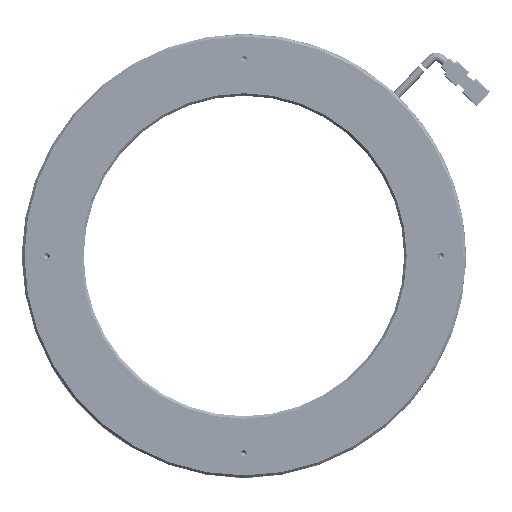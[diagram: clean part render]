
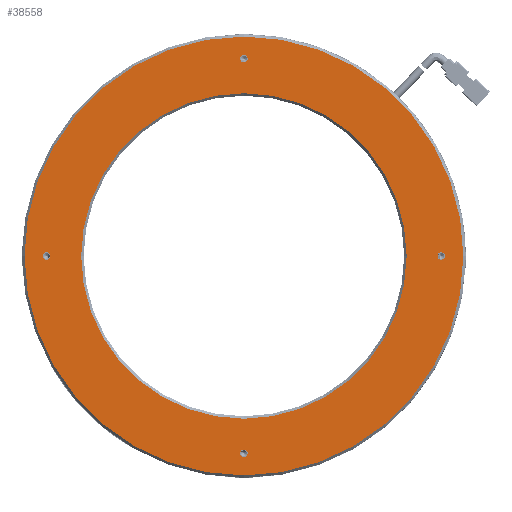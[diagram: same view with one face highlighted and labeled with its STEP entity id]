
A CAD part, front view. The second image highlights one B-rep face of the part: STEP entity #38558.
In plain terms, the highlighted planar face has unit normal (0, -1, 0).
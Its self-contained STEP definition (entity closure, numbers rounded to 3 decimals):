
#2036 = VERTEX_POINT ( 'NONE', #130323 ) ;
#2293 = AXIS2_PLACEMENT_3D ( 'NONE', #45391, #258302, #75877 ) ;
#7219 = EDGE_CURVE ( 'NONE', #333697, #100020, #82473, .T. ) ;
#10731 = ORIENTED_EDGE ( 'NONE', *, *, #208080, .F. ) ;
#26329 = EDGE_LOOP ( 'NONE', ( #338181, #196727 ) ) ;
#27039 = FACE_BOUND ( 'NONE', #103116, .T. ) ;
#31371 = EDGE_CURVE ( 'NONE', #308845, #364093, #276796, .T. ) ;
#31933 = ORIENTED_EDGE ( 'NONE', *, *, #48423, .F. ) ;
#34944 = CARTESIAN_POINT ( 'NONE',  ( -9.836, -17.553, 80. ) ) ;
#36514 = FACE_BOUND ( 'NONE', #51706, .T. ) ;
#38558 = ADVANCED_FACE ( 'NONE', ( #107745, #36514, #188842, #27039, #341110, #260312 ), #173921, .F. ) ;
#40684 = EDGE_CURVE ( 'NONE', #287561, #209933, #158597, .T. ) ;
#42934 = VERTEX_POINT ( 'NONE', #79509 ) ;
#45391 = CARTESIAN_POINT ( 'NONE',  ( -9.836, -17.553, 0. ) ) ;
#47194 = AXIS2_PLACEMENT_3D ( 'NONE', #130719, #343753, #161523 ) ;
#48380 = CARTESIAN_POINT ( 'NONE',  ( -9.836, -17.553, 0. ) ) ;
#48423 = EDGE_CURVE ( 'NONE', #166665, #42934, #269771, .T. ) ;
#49212 = AXIS2_PLACEMENT_3D ( 'NONE', #276461, #93844, #307014 ) ;
#49494 = CIRCLE ( 'NONE', #50023, 1.5 ) ;
#50023 = AXIS2_PLACEMENT_3D ( 'NONE', #300790, #118242, #331304 ) ;
#51706 = EDGE_LOOP ( 'NONE', ( #95926, #111729 ) ) ;
#54475 = CIRCLE ( 'NONE', #152080, 66. ) ;
#58308 = EDGE_LOOP ( 'NONE', ( #10731, #31933 ) ) ;
#59592 = DIRECTION ( 'NONE',  ( 0., -1., 0. ) ) ;
#65413 = DIRECTION ( 'NONE',  ( 0., 0., 1. ) ) ;
#67377 = EDGE_CURVE ( 'NONE', #169670, #218470, #173949, .T. ) ;
#69934 = DIRECTION ( 'NONE',  ( 0., 1., 0. ) ) ;
#75877 = DIRECTION ( 'NONE',  ( 0., 0., 1. ) ) ;
#78843 = DIRECTION ( 'NONE',  ( 0., 0., 1. ) ) ;
#79509 = CARTESIAN_POINT ( 'NONE',  ( -9.836, -17.553, 66. ) ) ;
#82473 = CIRCLE ( 'NONE', #320798, 89. ) ;
#85480 = AXIS2_PLACEMENT_3D ( 'NONE', #34944, #247871, #65413 ) ;
#93844 = DIRECTION ( 'NONE',  ( 0., -1., 0. ) ) ;
#95926 = ORIENTED_EDGE ( 'NONE', *, *, #67377, .F. ) ;
#99743 = CARTESIAN_POINT ( 'NONE',  ( -9.836, -17.553, -66. ) ) ;
#100020 = VERTEX_POINT ( 'NONE', #365168 ) ;
#103116 = EDGE_LOOP ( 'NONE', ( #222753, #166405 ) ) ;
#107745 = FACE_BOUND ( 'NONE', #353825, .T. ) ;
#108428 = DIRECTION ( 'NONE',  ( 0., -1., 0. ) ) ;
#109905 = CARTESIAN_POINT ( 'NONE',  ( -9.836, -17.553, 0. ) ) ;
#111729 = ORIENTED_EDGE ( 'NONE', *, *, #142173, .F. ) ;
#113335 = CARTESIAN_POINT ( 'NONE',  ( -9.836, -17.553, -78.5 ) ) ;
#118242 = DIRECTION ( 'NONE',  ( 0., -1., 0. ) ) ;
#128449 = AXIS2_PLACEMENT_3D ( 'NONE', #144571, #357558, #175240 ) ;
#130323 = CARTESIAN_POINT ( 'NONE',  ( -9.836, -17.553, -81.5 ) ) ;
#130719 = CARTESIAN_POINT ( 'NONE',  ( -9.836, -17.553, -80. ) ) ;
#130850 = DIRECTION ( 'NONE',  ( 0., -1., 0. ) ) ;
#135147 = DIRECTION ( 'NONE',  ( 0., -1., 0. ) ) ;
#136572 = EDGE_CURVE ( 'NONE', #192734, #2036, #49494, .T. ) ;
#140560 = DIRECTION ( 'NONE',  ( 0., 0., -1. ) ) ;
#142173 = EDGE_CURVE ( 'NONE', #218470, #169670, #281801, .T. ) ;
#144571 = CARTESIAN_POINT ( 'NONE',  ( -9.836, -17.553, 0. ) ) ;
#152080 = AXIS2_PLACEMENT_3D ( 'NONE', #48380, #261344, #78843 ) ;
#156399 = EDGE_LOOP ( 'NONE', ( #389906, #307476 ) ) ;
#157801 = CARTESIAN_POINT ( 'NONE',  ( -9.836, -17.553, -89. ) ) ;
#158055 = CIRCLE ( 'NONE', #49212, 1.5 ) ;
#158597 = CIRCLE ( 'NONE', #160653, 1.5 ) ;
#160653 = AXIS2_PLACEMENT_3D ( 'NONE', #241988, #59592, #272607 ) ;
#161523 = DIRECTION ( 'NONE',  ( 0., 0., 1. ) ) ;
#166405 = ORIENTED_EDGE ( 'NONE', *, *, #276051, .F. ) ;
#166665 = VERTEX_POINT ( 'NONE', #99743 ) ;
#168815 = ORIENTED_EDGE ( 'NONE', *, *, #220406, .F. ) ;
#169670 = VERTEX_POINT ( 'NONE', #250850 ) ;
#173921 = PLANE ( 'NONE',  #128449 ) ;
#173949 = CIRCLE ( 'NONE', #85480, 1.5 ) ;
#175240 = DIRECTION ( 'NONE',  ( 0., 0., -1. ) ) ;
#188842 = FACE_BOUND ( 'NONE', #156399, .T. ) ;
#192734 = VERTEX_POINT ( 'NONE', #113335 ) ;
#196727 = ORIENTED_EDGE ( 'NONE', *, *, #359026, .F. ) ;
#201422 = CARTESIAN_POINT ( 'NONE',  ( 70.164, -17.553, 1.5 ) ) ;
#208080 = EDGE_CURVE ( 'NONE', #42934, #166665, #54475, .T. ) ;
#209933 = VERTEX_POINT ( 'NONE', #386658 ) ;
#218470 = VERTEX_POINT ( 'NONE', #354705 ) ;
#220406 = EDGE_CURVE ( 'NONE', #2036, #192734, #261880, .T. ) ;
#222753 = ORIENTED_EDGE ( 'NONE', *, *, #40684, .F. ) ;
#241988 = CARTESIAN_POINT ( 'NONE',  ( -89.836, -17.553, 0. ) ) ;
#247871 = DIRECTION ( 'NONE',  ( 0., -1., 0. ) ) ;
#250850 = CARTESIAN_POINT ( 'NONE',  ( -9.836, -17.553, 81.5 ) ) ;
#252416 = CARTESIAN_POINT ( 'NONE',  ( -9.836, -17.553, 0. ) ) ;
#253858 = CARTESIAN_POINT ( 'NONE',  ( -89.836, -17.553, 1.5 ) ) ;
#258302 = DIRECTION ( 'NONE',  ( 0., -1., 0. ) ) ;
#259382 = CIRCLE ( 'NONE', #289387, 89. ) ;
#260312 = FACE_BOUND ( 'NONE', #58308, .T. ) ;
#261344 = DIRECTION ( 'NONE',  ( 0., -1., 0. ) ) ;
#261880 = CIRCLE ( 'NONE', #47194, 1.5 ) ;
#269771 = CIRCLE ( 'NONE', #2293, 66. ) ;
#272607 = DIRECTION ( 'NONE',  ( 0., 0., 1. ) ) ;
#275151 = AXIS2_PLACEMENT_3D ( 'NONE', #313407, #130850, #343924 ) ;
#276051 = EDGE_CURVE ( 'NONE', #209933, #287561, #158055, .T. ) ;
#276461 = CARTESIAN_POINT ( 'NONE',  ( -89.836, -17.553, 0. ) ) ;
#276796 = CIRCLE ( 'NONE', #373994, 1.5 ) ;
#281801 = CIRCLE ( 'NONE', #275151, 1.5 ) ;
#283051 = DIRECTION ( 'NONE',  ( 0., 0., -1. ) ) ;
#287561 = VERTEX_POINT ( 'NONE', #253858 ) ;
#289387 = AXIS2_PLACEMENT_3D ( 'NONE', #252416, #69934, #283051 ) ;
#290956 = CARTESIAN_POINT ( 'NONE',  ( 70.164, -17.553, 0. ) ) ;
#300790 = CARTESIAN_POINT ( 'NONE',  ( -9.836, -17.553, -80. ) ) ;
#307014 = DIRECTION ( 'NONE',  ( 0., 0., 1. ) ) ;
#307476 = ORIENTED_EDGE ( 'NONE', *, *, #353960, .F. ) ;
#308845 = VERTEX_POINT ( 'NONE', #201422 ) ;
#313407 = CARTESIAN_POINT ( 'NONE',  ( -9.836, -17.553, 80. ) ) ;
#317662 = CARTESIAN_POINT ( 'NONE',  ( 70.164, -17.553, 0. ) ) ;
#320798 = AXIS2_PLACEMENT_3D ( 'NONE', #109905, #322982, #140560 ) ;
#321488 = DIRECTION ( 'NONE',  ( 0., 0., 1. ) ) ;
#322982 = DIRECTION ( 'NONE',  ( 0., 1., 0. ) ) ;
#331304 = DIRECTION ( 'NONE',  ( 0., 0., 1. ) ) ;
#333462 = CARTESIAN_POINT ( 'NONE',  ( 70.164, -17.553, -1.5 ) ) ;
#333697 = VERTEX_POINT ( 'NONE', #157801 ) ;
#333906 = ORIENTED_EDGE ( 'NONE', *, *, #136572, .F. ) ;
#335722 = CIRCLE ( 'NONE', #364211, 1.5 ) ;
#338181 = ORIENTED_EDGE ( 'NONE', *, *, #7219, .F. ) ;
#341110 = FACE_OUTER_BOUND ( 'NONE', #26329, .T. ) ;
#343753 = DIRECTION ( 'NONE',  ( 0., -1., 0. ) ) ;
#343924 = DIRECTION ( 'NONE',  ( 0., 0., 1. ) ) ;
#348211 = DIRECTION ( 'NONE',  ( 0., 0., 1. ) ) ;
#353825 = EDGE_LOOP ( 'NONE', ( #333906, #168815 ) ) ;
#353960 = EDGE_CURVE ( 'NONE', #364093, #308845, #335722, .T. ) ;
#354705 = CARTESIAN_POINT ( 'NONE',  ( -9.836, -17.553, 78.5 ) ) ;
#357558 = DIRECTION ( 'NONE',  ( 0., 1., 0. ) ) ;
#359026 = EDGE_CURVE ( 'NONE', #100020, #333697, #259382, .T. ) ;
#364093 = VERTEX_POINT ( 'NONE', #333462 ) ;
#364211 = AXIS2_PLACEMENT_3D ( 'NONE', #290956, #108428, #321488 ) ;
#365168 = CARTESIAN_POINT ( 'NONE',  ( -9.836, -17.553, 89. ) ) ;
#373994 = AXIS2_PLACEMENT_3D ( 'NONE', #317662, #135147, #348211 ) ;
#386658 = CARTESIAN_POINT ( 'NONE',  ( -89.836, -17.553, -1.5 ) ) ;
#389906 = ORIENTED_EDGE ( 'NONE', *, *, #31371, .F. ) ;
